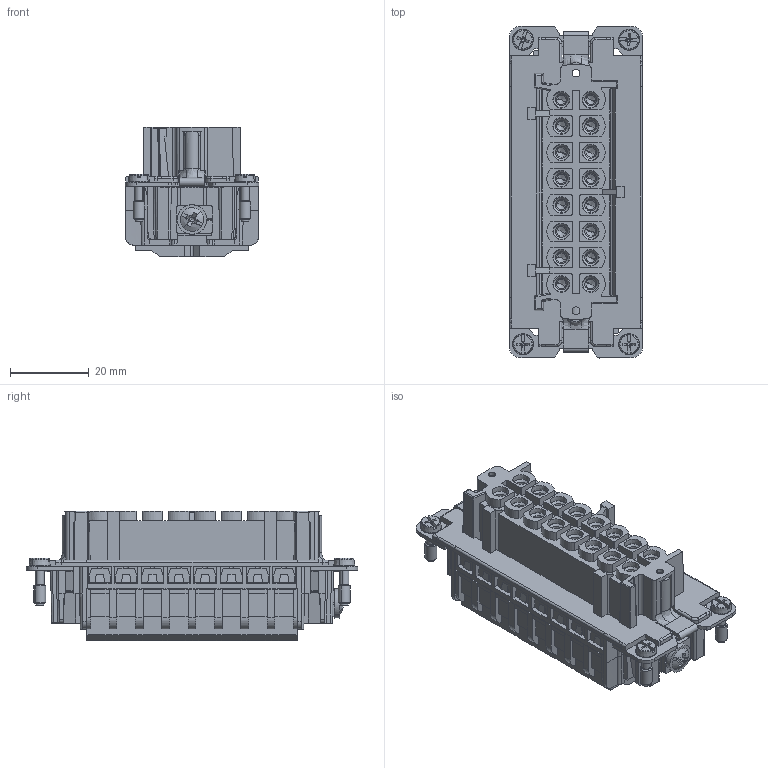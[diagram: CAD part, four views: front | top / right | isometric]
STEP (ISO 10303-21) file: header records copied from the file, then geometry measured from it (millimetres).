
FILE_DESCRIPTION(('CATIA V5 STEP Exchange','CAx-IF Rec.Pracs.--- Model Styling and Organization---1.5--- 2016-08-15','CAx-IF Rec.Pracs.---Supplemental Geometry---1.0---2011-11-01','CAx-IF Rec.Pracs.--- Composite Materials ---1.1---2010-07-15'),'2;1');
FILE_NAME ('13502907_4', '2025-08-21T12:36:46+00:00', ('none'), ('Weidmueller'), 'CATIA Version 5-6 Release 2024 SP4', 'CATIA V5 STEP AP214 v3', 'none');
FILE_SCHEMA(('AUTOMOTIVE_DESIGN { 1 0 10303 214 1 1 1 1 }'));
Products named in the file (1): 1745800000
Bounding box: 34 x 84.5 x 33 mm (x, y, z)
Volume: 35365.4 mm3; surface area: 56529.6 mm2
Topology: 1 solids, 1 shells, 6063 faces, 19149 edges, 12725 vertices
Faces by surface type: plane 4271, cylinder 1199, cone 413, torus 84, sphere 44, bspline 34, extrusion 10, revolution 8
Entity records: 203458 total; most frequent: CARTESIAN_POINT 45081, ORIENTED_EDGE 38128, DIRECTION 25143, EDGE_CURVE 19064, VECTOR 15019, LINE 15009, VERTEX_POINT 12725, AXIS2_PLACEMENT_3D 6515
